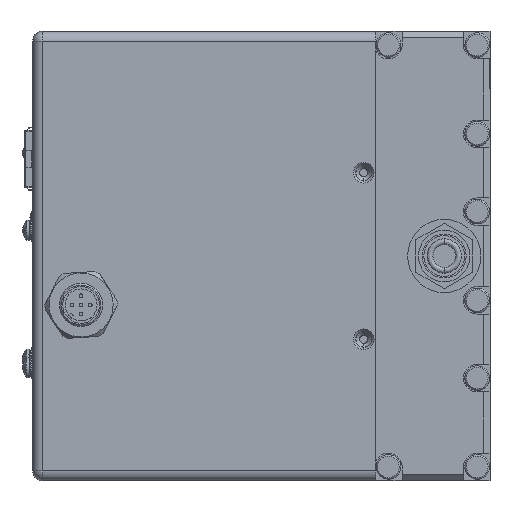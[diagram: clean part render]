
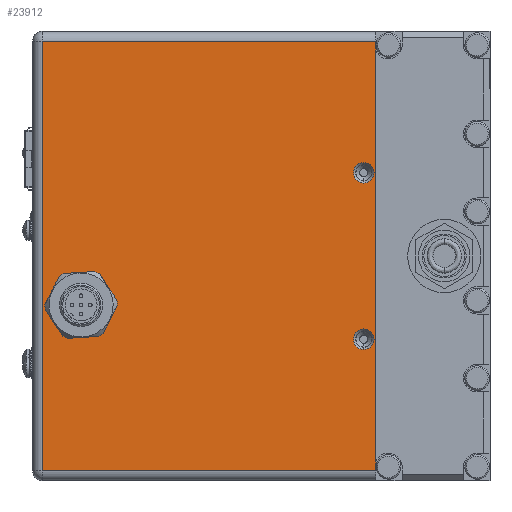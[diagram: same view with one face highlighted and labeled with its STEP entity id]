
A CAD part, left-side view. The second image highlights one B-rep face of the part: STEP entity #23912.
In plain terms, the highlighted planar face has unit normal (-1, 0, 0).
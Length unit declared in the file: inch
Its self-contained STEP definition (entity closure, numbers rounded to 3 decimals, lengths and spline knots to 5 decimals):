
#1566 = DIRECTION ( 'NONE',  ( 0., 0., -1. ) ) ;
#1633 = DIRECTION ( 'NONE',  ( 0., 0., -1. ) ) ;
#1856 = ORIENTED_EDGE ( 'NONE', *, *, #4443, .T. ) ;
#1861 = CARTESIAN_POINT ( 'NONE',  ( -0.38398, 1.25, -2.346 ) ) ;
#2278 = EDGE_CURVE ( 'NONE', #6504, #3028, #20853, .T. ) ;
#2466 = EDGE_CURVE ( 'NONE', #33920, #13716, #16513, .T. ) ;
#2498 = ORIENTED_EDGE ( 'NONE', *, *, #19194, .F. ) ;
#2690 = DIRECTION ( 'NONE',  ( 1., 0., 0. ) ) ;
#2740 = CARTESIAN_POINT ( 'NONE',  ( -0.38398, 5., 2.346 ) ) ;
#2846 = CARTESIAN_POINT ( 'NONE',  ( -0.38398, 4.891, -2.455 ) ) ;
#3028 = VERTEX_POINT ( 'NONE', #12195 ) ;
#4004 = AXIS2_PLACEMENT_3D ( 'NONE', #28025, #25513, #37306 ) ;
#4148 = CARTESIAN_POINT ( 'NONE',  ( -0.38398, 4.5425, -0.79988 ) ) ;
#4339 = CARTESIAN_POINT ( 'NONE',  ( -0.38398, 4.19402, -0.53488 ) ) ;
#4443 = EDGE_CURVE ( 'NONE', #33920, #16898, #20895, .T. ) ;
#4643 = AXIS2_PLACEMENT_3D ( 'NONE', #32053, #29153, #11192 ) ;
#4691 = CARTESIAN_POINT ( 'NONE',  ( -0.38398, 1.38, 0.91 ) ) ;
#4801 = VERTEX_POINT ( 'NONE', #6768 ) ;
#4810 = EDGE_CURVE ( 'NONE', #24024, #6504, #27975, .T. ) ;
#5648 = CARTESIAN_POINT ( 'NONE',  ( -0.38398, 4.5425, -0.26988 ) ) ;
#5789 = DIRECTION ( 'NONE',  ( -1., 0., 0. ) ) ;
#6275 = ORIENTED_EDGE ( 'NONE', *, *, #26705, .T. ) ;
#6300 = CARTESIAN_POINT ( 'NONE',  ( -0.38398, 1.25, -2.25115 ) ) ;
#6312 = EDGE_LOOP ( 'NONE', ( #7313, #30067 ) ) ;
#6504 = VERTEX_POINT ( 'NONE', #4339 ) ;
#6768 = CARTESIAN_POINT ( 'NONE',  ( -0.38398, 4.891, -2.346 ) ) ;
#6866 = LINE ( 'NONE', #18092, #12151 ) ;
#7031 = ORIENTED_EDGE ( 'NONE', *, *, #17723, .F. ) ;
#7042 = DIRECTION ( 'NONE',  ( 1., 0., 0. ) ) ;
#7175 = CARTESIAN_POINT ( 'NONE',  ( -0.38398, 1.38, -1.0225 ) ) ;
#7313 = ORIENTED_EDGE ( 'NONE', *, *, #11266, .F. ) ;
#7734 = CIRCLE ( 'NONE', #14519, 0.275 ) ;
#7893 = VECTOR ( 'NONE', #1633, 39.37008 ) ;
#7936 = EDGE_LOOP ( 'NONE', ( #35038, #37253 ) ) ;
#8101 = ORIENTED_EDGE ( 'NONE', *, *, #2466, .F. ) ;
#8362 = EDGE_CURVE ( 'NONE', #18236, #31005, #36742, .T. ) ;
#8462 = EDGE_CURVE ( 'NONE', #10902, #12445, #7734, .T. ) ;
#8667 = CARTESIAN_POINT ( 'NONE',  ( -0.38398, 1.25, -0.26988 ) ) ;
#8807 = DIRECTION ( 'NONE',  ( 0., -1., 0. ) ) ;
#9575 = DIRECTION ( 'NONE',  ( 0., -1., 0. ) ) ;
#10493 = VERTEX_POINT ( 'NONE', #1861 ) ;
#10766 = EDGE_CURVE ( 'NONE', #10902, #3028, #35283, .T. ) ;
#10902 = VERTEX_POINT ( 'NONE', #4148 ) ;
#11192 = DIRECTION ( 'NONE',  ( 0., 0., 1. ) ) ;
#11266 = EDGE_CURVE ( 'NONE', #31005, #18236, #20805, .T. ) ;
#11490 = ORIENTED_EDGE ( 'NONE', *, *, #2278, .T. ) ;
#11559 = DIRECTION ( 'NONE',  ( 0., 1., 0. ) ) ;
#11910 = EDGE_CURVE ( 'NONE', #18015, #26954, #19690, .T. ) ;
#12151 = VECTOR ( 'NONE', #9575, 39.37008 ) ;
#12195 = CARTESIAN_POINT ( 'NONE',  ( -0.38398, 4.39553, -0.79988 ) ) ;
#12445 = VERTEX_POINT ( 'NONE', #5648 ) ;
#12557 = AXIS2_PLACEMENT_3D ( 'NONE', #27815, #15458, #16032 ) ;
#12595 = ORIENTED_EDGE ( 'NONE', *, *, #28006, .T. ) ;
#12962 = FACE_BOUND ( 'NONE', #7936, .T. ) ;
#13716 = VERTEX_POINT ( 'NONE', #14510 ) ;
#13751 = DIRECTION ( 'NONE',  ( -1., 0., 0. ) ) ;
#13797 = CARTESIAN_POINT ( 'NONE',  ( -0.38398, 1.25, 2.455 ) ) ;
#14049 = LINE ( 'NONE', #2846, #24417 ) ;
#14274 = CARTESIAN_POINT ( 'NONE',  ( -0.38398, 4.46902, -0.53488 ) ) ;
#14326 = DIRECTION ( 'NONE',  ( 0., 1., 0. ) ) ;
#14510 = CARTESIAN_POINT ( 'NONE',  ( -0.38398, 1.25, 2.25115 ) ) ;
#14519 = AXIS2_PLACEMENT_3D ( 'NONE', #14274, #2690, #26069 ) ;
#14673 = AXIS2_PLACEMENT_3D ( 'NONE', #21719, #7042, #18832 ) ;
#14770 = ORIENTED_EDGE ( 'NONE', *, *, #15232, .F. ) ;
#15013 = CARTESIAN_POINT ( 'NONE',  ( -0.38398, 1.25, 2.455 ) ) ;
#15080 = DIRECTION ( 'NONE',  ( 0., 0., 1. ) ) ;
#15232 = EDGE_CURVE ( 'NONE', #13716, #33844, #36736, .T. ) ;
#15458 = DIRECTION ( 'NONE',  ( 1., 0., 0. ) ) ;
#15552 = VECTOR ( 'NONE', #11559, 39.37008 ) ;
#16032 = DIRECTION ( 'NONE',  ( 0., 0., -1. ) ) ;
#16240 = FACE_BOUND ( 'NONE', #6312, .T. ) ;
#16513 = LINE ( 'NONE', #13797, #7893 ) ;
#16898 = VERTEX_POINT ( 'NONE', #20110 ) ;
#17568 = AXIS2_PLACEMENT_3D ( 'NONE', #4691, #13751, #31527 ) ;
#17608 = CARTESIAN_POINT ( 'NONE',  ( -0.38398, 1.38, -0.91 ) ) ;
#17723 = EDGE_CURVE ( 'NONE', #33844, #10493, #29882, .T. ) ;
#17847 = AXIS2_PLACEMENT_3D ( 'NONE', #32245, #5789, #27020 ) ;
#18015 = VERTEX_POINT ( 'NONE', #28650 ) ;
#18020 = ORIENTED_EDGE ( 'NONE', *, *, #10766, .F. ) ;
#18087 = CARTESIAN_POINT ( 'NONE',  ( -0.38398, 1.38, 0.7975 ) ) ;
#18092 = CARTESIAN_POINT ( 'NONE',  ( -0.38398, 1.25, -2.346 ) ) ;
#18236 = VERTEX_POINT ( 'NONE', #7175 ) ;
#18832 = DIRECTION ( 'NONE',  ( 0., 0., -1. ) ) ;
#18917 = VECTOR ( 'NONE', #8807, 39.37008 ) ;
#19194 = EDGE_CURVE ( 'NONE', #24024, #12445, #35327, .T. ) ;
#19690 = CIRCLE ( 'NONE', #17847, 0.1125 ) ;
#20110 = CARTESIAN_POINT ( 'NONE',  ( -0.38398, 4.891, 2.346 ) ) ;
#20450 = ORIENTED_EDGE ( 'NONE', *, *, #4810, .T. ) ;
#20805 = CIRCLE ( 'NONE', #25740, 0.1125 ) ;
#20822 = DIRECTION ( 'NONE',  ( 0., 0., -1. ) ) ;
#20853 = CIRCLE ( 'NONE', #14673, 0.275 ) ;
#20895 = LINE ( 'NONE', #2740, #22438 ) ;
#20960 = VECTOR ( 'NONE', #1566, 39.37008 ) ;
#21719 = CARTESIAN_POINT ( 'NONE',  ( -0.38398, 4.46902, -0.53488 ) ) ;
#21837 = FACE_OUTER_BOUND ( 'NONE', #31824, .T. ) ;
#22241 = CARTESIAN_POINT ( 'NONE',  ( -0.38398, 1.25, -2.455 ) ) ;
#22438 = VECTOR ( 'NONE', #14326, 39.37008 ) ;
#22897 = VECTOR ( 'NONE', #20822, 39.37008 ) ;
#23912 = ADVANCED_FACE ( 'NONE', ( #21837, #16240, #12962, #36539 ), #31503, .F. ) ;
#23955 = EDGE_LOOP ( 'NONE', ( #2498, #20450, #11490, #18020, #35615 ) ) ;
#24024 = VERTEX_POINT ( 'NONE', #32082 ) ;
#24417 = VECTOR ( 'NONE', #34529, 39.37008 ) ;
#25513 = DIRECTION ( 'NONE',  ( 1., 0., 0. ) ) ;
#25740 = AXIS2_PLACEMENT_3D ( 'NONE', #17608, #36136, #15080 ) ;
#26069 = DIRECTION ( 'NONE',  ( 0., 0., -1. ) ) ;
#26213 = EDGE_CURVE ( 'NONE', #26954, #18015, #34859, .T. ) ;
#26705 = EDGE_CURVE ( 'NONE', #16898, #4801, #14049, .T. ) ;
#26954 = VERTEX_POINT ( 'NONE', #18087 ) ;
#27020 = DIRECTION ( 'NONE',  ( 0., 0., 1. ) ) ;
#27815 = CARTESIAN_POINT ( 'NONE',  ( -0.38398, 4.46902, -0.53488 ) ) ;
#27975 = CIRCLE ( 'NONE', #12557, 0.275 ) ;
#28006 = EDGE_CURVE ( 'NONE', #4801, #10493, #6866, .T. ) ;
#28025 = CARTESIAN_POINT ( 'NONE',  ( -0.38398, 1.25, 0. ) ) ;
#28484 = CARTESIAN_POINT ( 'NONE',  ( -0.38398, 1.25, 2.346 ) ) ;
#28650 = CARTESIAN_POINT ( 'NONE',  ( -0.38398, 1.38, 1.0225 ) ) ;
#29153 = DIRECTION ( 'NONE',  ( -1., 0., 0. ) ) ;
#29882 = LINE ( 'NONE', #15013, #22897 ) ;
#30067 = ORIENTED_EDGE ( 'NONE', *, *, #8362, .F. ) ;
#31005 = VERTEX_POINT ( 'NONE', #36402 ) ;
#31503 = PLANE ( 'NONE',  #4004 ) ;
#31527 = DIRECTION ( 'NONE',  ( 0., 0., 1. ) ) ;
#31824 = EDGE_LOOP ( 'NONE', ( #8101, #1856, #6275, #12595, #7031, #14770 ) ) ;
#32053 = CARTESIAN_POINT ( 'NONE',  ( -0.38398, 1.38, -0.91 ) ) ;
#32082 = CARTESIAN_POINT ( 'NONE',  ( -0.38398, 4.39553, -0.26988 ) ) ;
#32245 = CARTESIAN_POINT ( 'NONE',  ( -0.38398, 1.38, 0.91 ) ) ;
#32754 = CARTESIAN_POINT ( 'NONE',  ( -0.38398, 1.25, -0.79988 ) ) ;
#33844 = VERTEX_POINT ( 'NONE', #6300 ) ;
#33920 = VERTEX_POINT ( 'NONE', #28484 ) ;
#34529 = DIRECTION ( 'NONE',  ( 0., 0., -1. ) ) ;
#34859 = CIRCLE ( 'NONE', #17568, 0.1125 ) ;
#35038 = ORIENTED_EDGE ( 'NONE', *, *, #11910, .F. ) ;
#35283 = LINE ( 'NONE', #32754, #18917 ) ;
#35327 = LINE ( 'NONE', #8667, #15552 ) ;
#35615 = ORIENTED_EDGE ( 'NONE', *, *, #8462, .T. ) ;
#36136 = DIRECTION ( 'NONE',  ( -1., 0., 0. ) ) ;
#36402 = CARTESIAN_POINT ( 'NONE',  ( -0.38398, 1.38, -0.7975 ) ) ;
#36539 = FACE_BOUND ( 'NONE', #23955, .T. ) ;
#36736 = LINE ( 'NONE', #22241, #20960 ) ;
#36742 = CIRCLE ( 'NONE', #4643, 0.1125 ) ;
#37253 = ORIENTED_EDGE ( 'NONE', *, *, #26213, .F. ) ;
#37306 = DIRECTION ( 'NONE',  ( 0., 1., 0. ) ) ;
